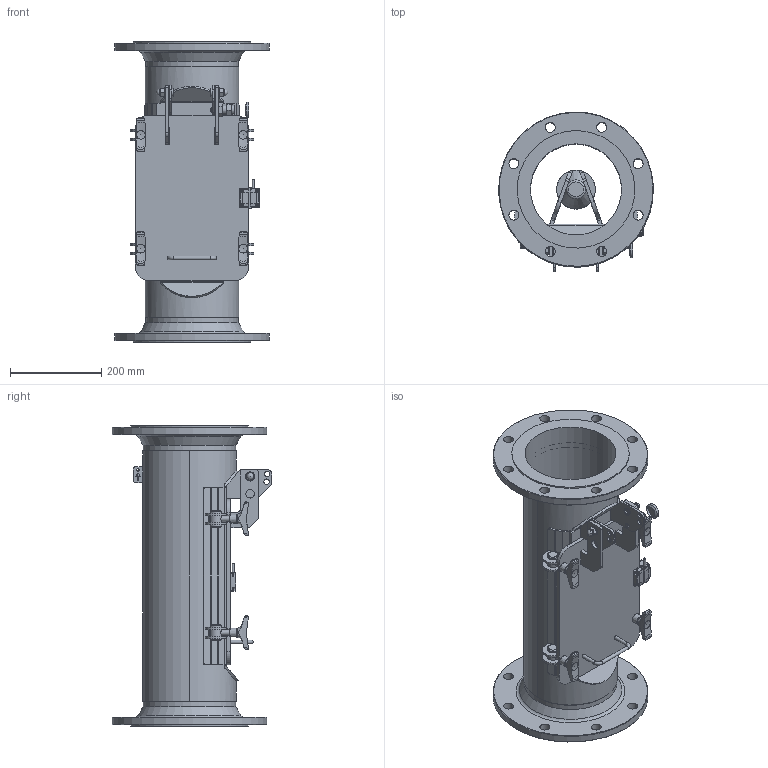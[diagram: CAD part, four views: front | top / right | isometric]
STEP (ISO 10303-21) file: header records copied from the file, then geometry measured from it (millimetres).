
FILE_DESCRIPTION(/* description */ (''),/* implementation_level */ '2;1');
FILE_NAME(/* name */ 'E0164002.stp',/* time_stamp */ '2024-03-01T15:20:11+01:00',/* author */ ('avd'),/* organization */ (''),/* preprocessor_version */ 'ST-DEVELOPER v18.1',/* originating_system */ 'Autodesk Inventor 2021',/* authorisation */ '');
FILE_SCHEMA (('CONFIG_CONTROL_DESIGN'));
Length unit declared in the file: millimetre
Products named in the file (1): Part2
Bounding box: 339.68 x 351.04 x 660 mm (x, y, z)
Volume: 5139975.2 mm3; surface area: 1587866.6 mm2
Topology: 2 solids, 20 shells, 1366 faces, 3709 edges, 2365 vertices
Faces by surface type: plane 607, cylinder 467, cone 116, torus 105, bspline 56, sphere 15
Full cylindrical faces by diameter (mm): 2.459 x4, 3 x4, 3.2 x4, 4.134 x6, 4.7 x1, 5 x4, 5.3 x4, 5.5 x4, 6 x1, 8 x3, 8.376 x2, 8.5 x4, 10 x9, 10.106 x4, 10.5 x2, 12 x12, 13.835 x1, 14 x1, 15 x2, 16 x4, 18.5 x1, 20 x4, 22 x16, 24 x2, 25 x4, 25.3 x8, 33 x1, 51 x1, 75.8 x2, 80.8 x1
Entity records: 48225 total; most frequent: CARTESIAN_POINT 12414, ORIENTED_EDGE 7248, DIRECTION 7141, EDGE_CURVE 3675, AXIS2_PLACEMENT_3D 2656, VERTEX_POINT 2365, LINE 1829, VECTOR 1829
